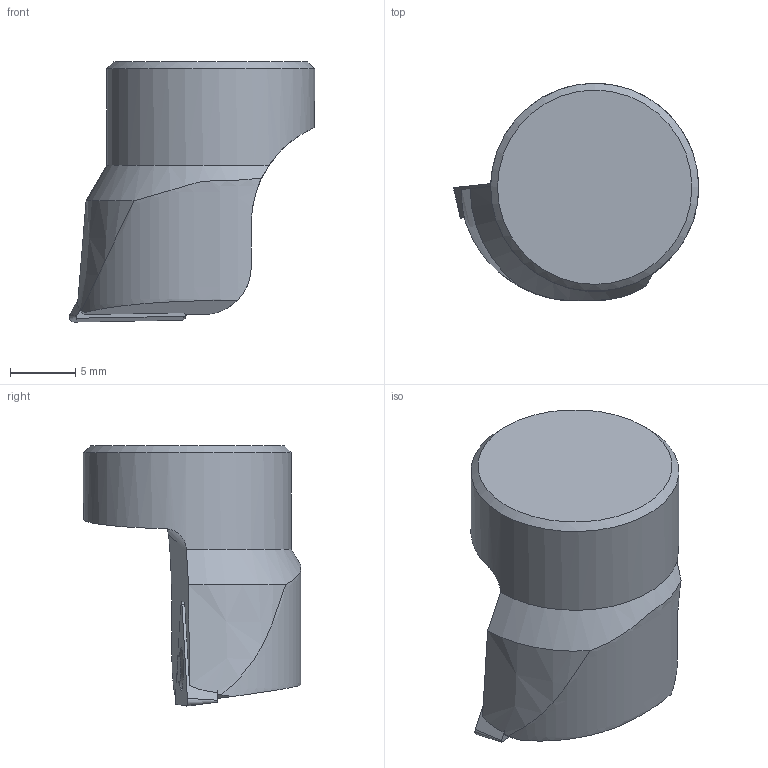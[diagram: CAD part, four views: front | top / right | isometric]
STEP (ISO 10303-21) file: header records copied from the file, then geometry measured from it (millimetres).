
FILE_DESCRIPTION(/* description */ (''),/* implementation_level */ '2;1');
FILE_NAME(/* name */ '1642595279270.stp',/* time_stamp */ '2022-01-19T17:58:16+05:00',/* author */ (''),/* organization */ ('SMS'),/* preprocessor_version */ 'ST-DEVELOPER v16.7',/* originating_system */ 'SIEMENS PLM Software NX 12.0',/* authorisation */ '');
FILE_SCHEMA (('AUTOMOTIVE_DESIGN { 1 0 10303 214 3 1 1 1 }'));
Length unit declared in the file: millimetre
Products named in the file (4): IsoTurningInsert; ASSEMBLY_CONSTRUCTION; 203925946mod000_00; 203925948mod000_00
Assembly tree (3 placements, depth 2):
  203925948mod000_00
    203925946mod000_00
    ASSEMBLY_CONSTRUCTION
    IsoTurningInsert
Bounding box: 18.87 x 16.7 x 20 mm (x, y, z)
Volume: 2521.1 mm3; surface area: 1372.5 mm2
Topology: 2 solids, 2 shells, 43 faces, 111 edges, 80 vertices
Faces by surface type: plane 17, cone 11, cylinder 8, torus 5, extrusion 1, sphere 1
Full cylindrical faces by diameter (mm): 2.5 x2, 3.05 x2, 16 x1
Entity records: 1457 total; most frequent: CARTESIAN_POINT 364, DIRECTION 209, ORIENTED_EDGE 168, AXIS2_PLACEMENT_3D 88, EDGE_CURVE 84, EDGE_LOOP 62, VERTEX_POINT 62, ADVANCED_FACE 43
